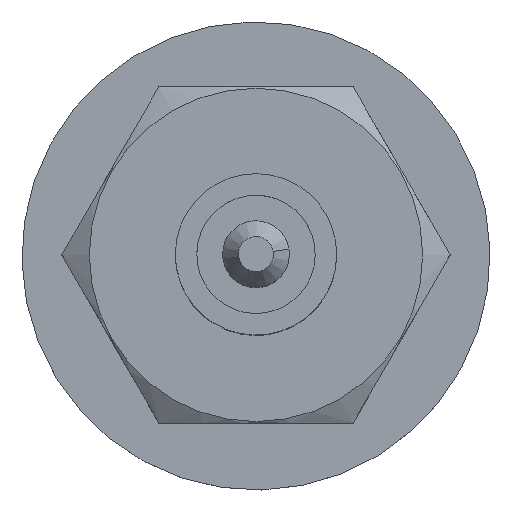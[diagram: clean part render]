
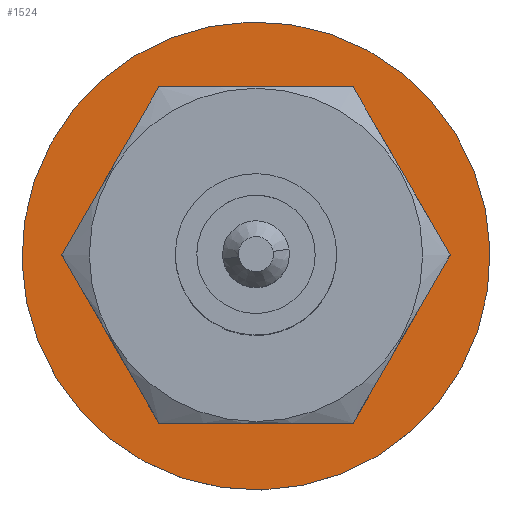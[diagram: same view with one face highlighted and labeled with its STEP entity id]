
A CAD part, top view. The second image highlights one B-rep face of the part: STEP entity #1524.
In plain terms, the highlighted planar face has unit normal (0, 0, 1).
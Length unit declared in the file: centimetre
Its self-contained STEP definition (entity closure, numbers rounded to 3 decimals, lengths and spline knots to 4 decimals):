
#304=PLANE('',#1668);
#418=VERTEX_POINT('',#2095);
#419=VERTEX_POINT('',#2097);
#540=CIRCLE('',#1669,0.508);
#541=CIRCLE('',#1670,1.1049);
#642=EDGE_CURVE('',#418,#418,#540,.T.);
#643=EDGE_CURVE('',#419,#419,#541,.T.);
#878=ORIENTED_EDGE('',*,*,#642,.F.);
#879=ORIENTED_EDGE('',*,*,#643,.F.);
#1233=EDGE_LOOP('',(#878));
#1234=EDGE_LOOP('',(#879));
#1393=FACE_BOUND('',#1233,.T.);
#1394=FACE_BOUND('',#1234,.T.);
#1524=ADVANCED_FACE('',(#1393,#1394),#304,.T.);
#1668=AXIS2_PLACEMENT_3D('',#2093,#2690,$);
#1669=AXIS2_PLACEMENT_3D('',#2094,#2691,#2692);
#1670=AXIS2_PLACEMENT_3D('',#2096,#2693,#2694);
#2093=CARTESIAN_POINT('',(0.,0.,-2.8391));
#2094=CARTESIAN_POINT('',(0.,0.,-2.8391));
#2095=CARTESIAN_POINT('',(0.4728,0.1857,-2.8391));
#2096=CARTESIAN_POINT('',(0.,0.,-2.8391));
#2097=CARTESIAN_POINT('',(1.0284,0.404,-2.8391));
#2690=DIRECTION('',(0.,0.,1.));
#2691=DIRECTION('',(0.,0.,1.));
#2692=DIRECTION('',(0.473,0.186,0.));
#2693=DIRECTION('',(0.,0.,-1.));
#2694=DIRECTION('',(1.028,0.404,0.));
